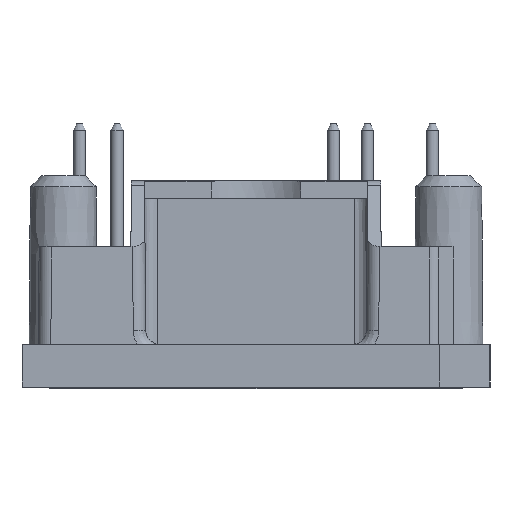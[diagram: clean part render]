
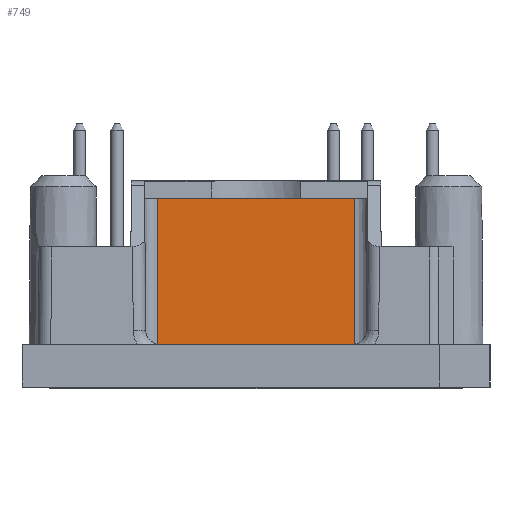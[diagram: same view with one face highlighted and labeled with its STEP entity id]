
A CAD part, left-side view. The second image highlights one B-rep face of the part: STEP entity #749.
In plain terms, the highlighted planar face has unit normal (-1, 0, -0.009).
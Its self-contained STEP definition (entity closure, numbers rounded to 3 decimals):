
#749 = ADVANCED_FACE( '', ( #2174 ), #2175, .T. );
#2174 = FACE_OUTER_BOUND( '', #4463, .T. );
#2175 = PLANE( '', #4464 );
#4463 = EDGE_LOOP( '', ( #7060, #7061, #7062, #7063 ) );
#4464 = AXIS2_PLACEMENT_3D( '', #7064, #7065, #7066 );
#7060 = ORIENTED_EDGE( '', *, *, #13074, .T. );
#7061 = ORIENTED_EDGE( '', *, *, #13075, .T. );
#7062 = ORIENTED_EDGE( '', *, *, #13065, .T. );
#7063 = ORIENTED_EDGE( '', *, *, #13076, .F. );
#7064 = CARTESIAN_POINT( '', ( -30.148, 2.5, 16.5 ) );
#7065 = DIRECTION( '', ( -1., 0., -0.009 ) );
#7066 = DIRECTION( '', ( -0.009, 0., 1. ) );
#13065 = EDGE_CURVE( '', #15425, #15423, #15426, .F. );
#13074 = EDGE_CURVE( '', #15440, #15441, #15442, .F. );
#13075 = EDGE_CURVE( '', #15441, #15425, #15443, .T. );
#13076 = EDGE_CURVE( '', #15440, #15423, #15444, .T. );
#15423 = VERTEX_POINT( '', #18885 );
#15425 = VERTEX_POINT( '', #18887 );
#15426 = LINE( '', #18888, #18889 );
#15440 = VERTEX_POINT( '', #18906 );
#15441 = VERTEX_POINT( '', #18907 );
#15442 = LINE( '', #18908, #18909 );
#15443 = LINE( '', #18910, #18911 );
#15444 = LINE( '', #18912, #18913 );
#18885 = CARTESIAN_POINT( '', ( -30.136, 10.402, 15.1 ) );
#18887 = CARTESIAN_POINT( '', ( -30.136, -5.402, 15.1 ) );
#18888 = CARTESIAN_POINT( '', ( -30.136, 2.5, 15.1 ) );
#18889 = VECTOR( '', #24009, 1000. );
#18906 = CARTESIAN_POINT( '', ( -30.015, 10.402, 1.3 ) );
#18907 = CARTESIAN_POINT( '', ( -30.015, -5.402, 1.3 ) );
#18908 = CARTESIAN_POINT( '', ( -30.015, -15.7, 1.3 ) );
#18909 = VECTOR( '', #24022, 1000. );
#18910 = CARTESIAN_POINT( '', ( -30.148, -5.402, 16.5 ) );
#18911 = VECTOR( '', #24023, 1000. );
#18912 = CARTESIAN_POINT( '', ( -30.148, 10.402, 16.5 ) );
#18913 = VECTOR( '', #24024, 1000. );
#24009 = DIRECTION( '', ( 0., -1., 0. ) );
#24022 = DIRECTION( '', ( 0., 1., 0. ) );
#24023 = DIRECTION( '', ( -0.009, 0., 1. ) );
#24024 = DIRECTION( '', ( -0.009, 0., 1. ) );
